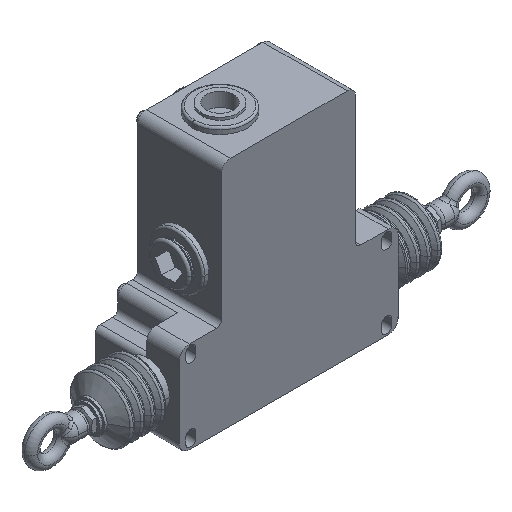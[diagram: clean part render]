
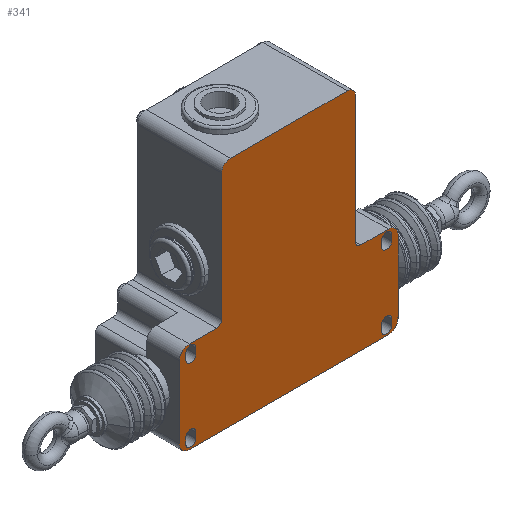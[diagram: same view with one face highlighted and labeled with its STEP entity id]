
A CAD part, isometric view. The second image highlights one B-rep face of the part: STEP entity #341.
In plain terms, the highlighted planar face has unit normal (0, -1, 0).
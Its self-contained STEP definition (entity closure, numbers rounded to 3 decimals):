
#341=ADVANCED_FACE('',(#1200,#1201,#1202,#1203,#1204),#1205,.F.);
#1200=FACE_OUTER_BOUND('',#2359,.T.);
#1201=FACE_BOUND('',#2360,.T.);
#1202=FACE_BOUND('',#2361,.T.);
#1203=FACE_BOUND('',#2362,.T.);
#1204=FACE_BOUND('',#2363,.T.);
#1205=PLANE('',#2364);
#2359=EDGE_LOOP('',(#6461,#6462,#6463,#6464,#6465,#6466,#6467,#6468,#6469,#6470,#6471,#6472,#6473,#6474,#6475,#6476));
#2360=EDGE_LOOP('',(#6477,#6478,#6479,#6480));
#2361=EDGE_LOOP('',(#6481,#6482,#6483,#6484));
#2362=EDGE_LOOP('',(#6485,#6486,#6487,#6488));
#2363=EDGE_LOOP('',(#6489,#6490,#6491,#6492));
#2364=AXIS2_PLACEMENT_3D('',#6493,#6494,#6495);
#6461=ORIENTED_EDGE('',*,*,#8885,.F.);
#6462=ORIENTED_EDGE('',*,*,#9276,.T.);
#6463=ORIENTED_EDGE('',*,*,#8912,.F.);
#6464=ORIENTED_EDGE('',*,*,#9277,.T.);
#6465=ORIENTED_EDGE('',*,*,#9278,.F.);
#6466=ORIENTED_EDGE('',*,*,#9279,.T.);
#6467=ORIENTED_EDGE('',*,*,#8953,.F.);
#6468=ORIENTED_EDGE('',*,*,#8958,.T.);
#6469=ORIENTED_EDGE('',*,*,#8961,.F.);
#6470=ORIENTED_EDGE('',*,*,#8966,.T.);
#6471=ORIENTED_EDGE('',*,*,#8969,.F.);
#6472=ORIENTED_EDGE('',*,*,#8974,.T.);
#6473=ORIENTED_EDGE('',*,*,#8977,.F.);
#6474=ORIENTED_EDGE('',*,*,#8982,.T.);
#6475=ORIENTED_EDGE('',*,*,#8987,.F.);
#6476=ORIENTED_EDGE('',*,*,#9275,.T.);
#6477=ORIENTED_EDGE('',*,*,#9280,.T.);
#6478=ORIENTED_EDGE('',*,*,#9281,.T.);
#6479=ORIENTED_EDGE('',*,*,#9282,.T.);
#6480=ORIENTED_EDGE('',*,*,#9283,.T.);
#6481=ORIENTED_EDGE('',*,*,#9284,.T.);
#6482=ORIENTED_EDGE('',*,*,#9285,.T.);
#6483=ORIENTED_EDGE('',*,*,#9286,.T.);
#6484=ORIENTED_EDGE('',*,*,#9287,.T.);
#6485=ORIENTED_EDGE('',*,*,#9288,.T.);
#6486=ORIENTED_EDGE('',*,*,#9289,.T.);
#6487=ORIENTED_EDGE('',*,*,#9290,.T.);
#6488=ORIENTED_EDGE('',*,*,#9291,.T.);
#6489=ORIENTED_EDGE('',*,*,#9292,.T.);
#6490=ORIENTED_EDGE('',*,*,#9293,.T.);
#6491=ORIENTED_EDGE('',*,*,#9294,.T.);
#6492=ORIENTED_EDGE('',*,*,#9295,.T.);
#6493=CARTESIAN_POINT('',(0.0,0.0,0.0));
#6494=DIRECTION('',(-0.0,1.0,0.0));
#6495=DIRECTION('',(1.0,0.0,0.0));
#8885=EDGE_CURVE('',#10564,#10566,#10567,.T.);
#8912=EDGE_CURVE('',#10611,#10613,#10614,.T.);
#8953=EDGE_CURVE('',#10682,#10683,#10684,.T.);
#8958=EDGE_CURVE('',#10682,#10691,#10692,.T.);
#8961=EDGE_CURVE('',#10696,#10691,#10697,.T.);
#8966=EDGE_CURVE('',#10696,#10705,#10706,.T.);
#8969=EDGE_CURVE('',#10710,#10705,#10711,.T.);
#8974=EDGE_CURVE('',#10710,#10719,#10720,.T.);
#8977=EDGE_CURVE('',#10724,#10719,#10725,.T.);
#8982=EDGE_CURVE('',#10724,#10733,#10734,.T.);
#8987=EDGE_CURVE('',#10741,#10733,#10743,.T.);
#9275=EDGE_CURVE('',#10741,#10566,#11192,.T.);
#9276=EDGE_CURVE('',#10564,#10613,#11193,.T.);
#9277=EDGE_CURVE('',#10611,#11194,#11195,.T.);
#9278=EDGE_CURVE('',#11196,#11194,#11197,.T.);
#9279=EDGE_CURVE('',#11196,#10683,#11198,.T.);
#9280=EDGE_CURVE('',#11199,#11200,#11201,.T.);
#9281=EDGE_CURVE('',#11200,#11202,#11203,.T.);
#9282=EDGE_CURVE('',#11202,#11204,#11205,.T.);
#9283=EDGE_CURVE('',#11204,#11199,#11206,.T.);
#9284=EDGE_CURVE('',#11207,#11208,#11209,.T.);
#9285=EDGE_CURVE('',#11208,#11210,#11211,.T.);
#9286=EDGE_CURVE('',#11210,#11212,#11213,.T.);
#9287=EDGE_CURVE('',#11212,#11207,#11214,.T.);
#9288=EDGE_CURVE('',#11215,#11216,#11217,.T.);
#9289=EDGE_CURVE('',#11216,#11218,#11219,.T.);
#9290=EDGE_CURVE('',#11218,#11220,#11221,.T.);
#9291=EDGE_CURVE('',#11220,#11215,#11222,.T.);
#9292=EDGE_CURVE('',#11223,#11224,#11225,.T.);
#9293=EDGE_CURVE('',#11224,#11226,#11227,.T.);
#9294=EDGE_CURVE('',#11226,#11228,#11229,.T.);
#9295=EDGE_CURVE('',#11228,#11223,#11230,.T.);
#10564=VERTEX_POINT('',#13507);
#10566=VERTEX_POINT('',#13510);
#10567=LINE('',#13511,#13512);
#10611=VERTEX_POINT('',#13572);
#10613=VERTEX_POINT('',#13575);
#10614=LINE('',#13576,#13577);
#10682=VERTEX_POINT('',#13671);
#10683=VERTEX_POINT('',#13672);
#10684=LINE('',#13673,#13674);
#10691=VERTEX_POINT('',#13685);
#10692=CIRCLE('',#13686,3.2);
#10696=VERTEX_POINT('',#13691);
#10697=LINE('',#13692,#13693);
#10705=VERTEX_POINT('',#13703);
#10706=CIRCLE('',#13704,5.2);
#10710=VERTEX_POINT('',#13709);
#10711=LINE('',#13710,#13711);
#10719=VERTEX_POINT('',#13721);
#10720=CIRCLE('',#13722,5.2);
#10724=VERTEX_POINT('',#13727);
#10725=LINE('',#13728,#13729);
#10733=VERTEX_POINT('',#13739);
#10734=CIRCLE('',#13740,3.2);
#10741=VERTEX_POINT('',#13749);
#10743=LINE('',#13752,#13753);
#11192=CIRCLE('',#14406,6.0);
#11193=CIRCLE('',#14407,6.0);
#11194=VERTEX_POINT('',#14408);
#11195=CIRCLE('',#14409,6.0);
#11196=VERTEX_POINT('',#14410);
#11197=LINE('',#14411,#14412);
#11198=CIRCLE('',#14413,6.0);
#11199=VERTEX_POINT('',#14414);
#11200=VERTEX_POINT('',#14415);
#11201=CIRCLE('',#14416,3.1);
#11202=VERTEX_POINT('',#14417);
#11203=LINE('',#14418,#14419);
#11204=VERTEX_POINT('',#14420);
#11205=CIRCLE('',#14421,3.1);
#11206=LINE('',#14422,#14423);
#11207=VERTEX_POINT('',#14424);
#11208=VERTEX_POINT('',#14425);
#11209=LINE('',#14426,#14427);
#11210=VERTEX_POINT('',#14428);
#11211=CIRCLE('',#14429,3.1);
#11212=VERTEX_POINT('',#14430);
#11213=LINE('',#14431,#14432);
#11214=CIRCLE('',#14433,3.1);
#11215=VERTEX_POINT('',#14434);
#11216=VERTEX_POINT('',#14435);
#11217=LINE('',#14436,#14437);
#11218=VERTEX_POINT('',#14438);
#11219=CIRCLE('',#14439,3.1);
#11220=VERTEX_POINT('',#14440);
#11221=LINE('',#14441,#14442);
#11222=CIRCLE('',#14443,3.1);
#11223=VERTEX_POINT('',#14444);
#11224=VERTEX_POINT('',#14445);
#11225=LINE('',#14446,#14447);
#11226=VERTEX_POINT('',#14448);
#11227=CIRCLE('',#14449,3.1);
#11228=VERTEX_POINT('',#14450);
#11229=LINE('',#14451,#14452);
#11230=CIRCLE('',#14453,3.1);
#13507=CARTESIAN_POINT('',(-67.0,0.0,-22.0));
#13510=CARTESIAN_POINT('',(-67.0,0.0,22.0));
#13511=CARTESIAN_POINT('',(-67.0,0.0,-22.0));
#13512=VECTOR('',#17457,44.0);
#13572=CARTESIAN_POINT('',(61.0,0.0,-28.0));
#13575=CARTESIAN_POINT('',(-61.0,0.0,-28.0));
#13576=CARTESIAN_POINT('',(61.0,0.0,-28.0));
#13577=VECTOR('',#17502,122.0);
#13671=CARTESIAN_POINT('',(44.2,0.0,28.0));
#13672=CARTESIAN_POINT('',(61.0,0.0,28.0));
#13673=CARTESIAN_POINT('',(44.2,0.0,28.0));
#13674=VECTOR('',#17571,16.8);
#13685=CARTESIAN_POINT('',(41.0,0.0,31.2));
#13686=AXIS2_PLACEMENT_3D('',#17576,#17577,#17578);
#13691=CARTESIAN_POINT('',(41.0,0.,108.75));
#13692=CARTESIAN_POINT('',(41.0,0.0,108.75));
#13693=VECTOR('',#17583,77.55);
#13703=CARTESIAN_POINT('',(35.8,0.,113.95));
#13704=AXIS2_PLACEMENT_3D('',#17592,#17593,#17594);
#13709=CARTESIAN_POINT('',(-35.8,0.,113.95));
#13710=CARTESIAN_POINT('',(-35.8,0.0,113.95));
#13711=VECTOR('',#17599,71.6);
#13721=CARTESIAN_POINT('',(-41.0,0.,108.75));
#13722=AXIS2_PLACEMENT_3D('',#17608,#17609,#17610);
#13727=CARTESIAN_POINT('',(-41.0,0.0,31.2));
#13728=CARTESIAN_POINT('',(-41.0,0.0,31.2));
#13729=VECTOR('',#17615,77.55);
#13739=CARTESIAN_POINT('',(-44.2,0.0,28.0));
#13740=AXIS2_PLACEMENT_3D('',#17624,#17625,#17626);
#13749=CARTESIAN_POINT('',(-61.0,0.0,28.0));
#13752=CARTESIAN_POINT('',(-61.0,0.0,28.0));
#13753=VECTOR('',#17633,16.8);
#14406=AXIS2_PLACEMENT_3D('',#18187,#18188,#18189);
#14407=AXIS2_PLACEMENT_3D('',#18190,#18191,#18192);
#14408=CARTESIAN_POINT('',(67.0,0.0,-22.0));
#14409=AXIS2_PLACEMENT_3D('',#18193,#18194,#18195);
#14410=CARTESIAN_POINT('',(67.0,0.0,22.0));
#14411=CARTESIAN_POINT('',(67.0,0.0,22.0));
#14412=VECTOR('',#18196,44.0);
#14413=AXIS2_PLACEMENT_3D('',#18197,#18198,#18199);
#14414=CARTESIAN_POINT('',(56.9,0.0,-20.75));
#14415=CARTESIAN_POINT('',(63.1,0.0,-20.75));
#14416=AXIS2_PLACEMENT_3D('',#18200,#18201,#18202);
#14417=CARTESIAN_POINT('',(63.1,0.0,-24.0));
#14418=CARTESIAN_POINT('',(63.1,0.0,-20.75));
#14419=VECTOR('',#18203,3.25);
#14420=CARTESIAN_POINT('',(56.9,0.0,-24.0));
#14421=AXIS2_PLACEMENT_3D('',#18204,#18205,#18206);
#14422=CARTESIAN_POINT('',(56.9,0.0,-24.0));
#14423=VECTOR('',#18207,3.25);
#14424=CARTESIAN_POINT('',(63.1,0.0,24.0));
#14425=CARTESIAN_POINT('',(63.1,0.0,20.75));
#14426=CARTESIAN_POINT('',(63.1,0.0,24.0));
#14427=VECTOR('',#18208,3.25);
#14428=CARTESIAN_POINT('',(56.9,0.0,20.75));
#14429=AXIS2_PLACEMENT_3D('',#18209,#18210,#18211);
#14430=CARTESIAN_POINT('',(56.9,0.0,24.0));
#14431=CARTESIAN_POINT('',(56.9,0.0,20.75));
#14432=VECTOR('',#18212,3.25);
#14433=AXIS2_PLACEMENT_3D('',#18213,#18214,#18215);
#14434=CARTESIAN_POINT('',(-63.1,0.0,-24.0));
#14435=CARTESIAN_POINT('',(-63.1,0.0,-20.75));
#14436=CARTESIAN_POINT('',(-63.1,0.0,-24.0));
#14437=VECTOR('',#18216,3.25);
#14438=CARTESIAN_POINT('',(-56.9,0.0,-20.75));
#14439=AXIS2_PLACEMENT_3D('',#18217,#18218,#18219);
#14440=CARTESIAN_POINT('',(-56.9,0.0,-24.0));
#14441=CARTESIAN_POINT('',(-56.9,0.0,-20.75));
#14442=VECTOR('',#18220,3.25);
#14443=AXIS2_PLACEMENT_3D('',#18221,#18222,#18223);
#14444=CARTESIAN_POINT('',(-56.9,0.0,24.0));
#14445=CARTESIAN_POINT('',(-56.9,0.0,20.75));
#14446=CARTESIAN_POINT('',(-56.9,0.0,24.0));
#14447=VECTOR('',#18224,3.25);
#14448=CARTESIAN_POINT('',(-63.1,0.0,20.75));
#14449=AXIS2_PLACEMENT_3D('',#18225,#18226,#18227);
#14450=CARTESIAN_POINT('',(-63.1,0.0,24.0));
#14451=CARTESIAN_POINT('',(-63.1,0.0,20.75));
#14452=VECTOR('',#18228,3.25);
#14453=AXIS2_PLACEMENT_3D('',#18229,#18230,#18231);
#17457=DIRECTION('',(0.0,0.0,1.0));
#17502=DIRECTION('',(-1.0,0.0,0.0));
#17571=DIRECTION('',(1.0,0.0,0.0));
#17576=CARTESIAN_POINT('',(44.2,0.0,31.2));
#17577=DIRECTION('',(0.0,1.0,0.0));
#17578=DIRECTION('',(0.0,0.0,-1.0));
#17583=DIRECTION('',(0.0,0.0,-1.0));
#17592=CARTESIAN_POINT('',(35.8,0.,108.75));
#17593=DIRECTION('',(0.0,-1.0,0.0));
#17594=DIRECTION('',(1.0,0.0,0.0));
#17599=DIRECTION('',(1.0,0.0,0.0));
#17608=CARTESIAN_POINT('',(-35.8,0.,108.75));
#17609=DIRECTION('',(0.0,-1.0,0.0));
#17610=DIRECTION('',(0.0,0.0,1.0));
#17615=DIRECTION('',(0.0,0.0,1.0));
#17624=CARTESIAN_POINT('',(-44.2,0.0,31.2));
#17625=DIRECTION('',(-0.0,1.0,0.0));
#17626=DIRECTION('',(1.0,0.0,0.0));
#17633=DIRECTION('',(1.0,0.0,0.0));
#18187=CARTESIAN_POINT('',(-61.0,0.,22.0));
#18188=DIRECTION('',(0.0,-1.0,0.0));
#18189=DIRECTION('',(0.0,0.0,1.0));
#18190=CARTESIAN_POINT('',(-61.0,0.,-22.0));
#18191=DIRECTION('',(0.0,-1.0,0.0));
#18192=DIRECTION('',(-1.0,0.0,0.0));
#18193=CARTESIAN_POINT('',(61.0,0.,-22.0));
#18194=DIRECTION('',(0.0,-1.0,0.0));
#18195=DIRECTION('',(0.0,0.0,-1.0));
#18196=DIRECTION('',(0.0,0.0,-1.0));
#18197=CARTESIAN_POINT('',(61.0,0.,22.0));
#18198=DIRECTION('',(0.0,-1.0,0.0));
#18199=DIRECTION('',(1.0,0.0,0.0));
#18200=CARTESIAN_POINT('',(60.0,0.0,-20.75));
#18201=DIRECTION('',(0.0,1.0,0.0));
#18202=DIRECTION('',(-1.0,0.0,0.0));
#18203=DIRECTION('',(0.0,0.0,-1.0));
#18204=CARTESIAN_POINT('',(60.0,0.0,-24.0));
#18205=DIRECTION('',(-0.0,1.0,0.0));
#18206=DIRECTION('',(1.0,0.0,0.0));
#18207=DIRECTION('',(0.0,0.0,1.0));
#18208=DIRECTION('',(0.0,0.0,-1.0));
#18209=CARTESIAN_POINT('',(60.0,0.0,20.75));
#18210=DIRECTION('',(-0.0,1.0,0.0));
#18211=DIRECTION('',(1.0,0.0,0.0));
#18212=DIRECTION('',(0.0,0.0,1.0));
#18213=CARTESIAN_POINT('',(60.0,0.0,24.0));
#18214=DIRECTION('',(0.0,1.0,0.0));
#18215=DIRECTION('',(-1.0,0.0,0.0));
#18216=DIRECTION('',(0.0,0.0,1.0));
#18217=CARTESIAN_POINT('',(-60.0,0.0,-20.75));
#18218=DIRECTION('',(0.0,1.0,0.0));
#18219=DIRECTION('',(-1.0,0.0,0.0));
#18220=DIRECTION('',(0.0,0.0,-1.0));
#18221=CARTESIAN_POINT('',(-60.0,0.0,-24.0));
#18222=DIRECTION('',(-0.0,1.0,0.0));
#18223=DIRECTION('',(1.0,0.0,0.0));
#18224=DIRECTION('',(0.0,0.0,-1.0));
#18225=CARTESIAN_POINT('',(-60.0,0.0,20.75));
#18226=DIRECTION('',(-0.0,1.0,0.0));
#18227=DIRECTION('',(1.0,0.0,0.0));
#18228=DIRECTION('',(0.0,0.0,1.0));
#18229=CARTESIAN_POINT('',(-60.0,0.0,24.0));
#18230=DIRECTION('',(0.0,1.0,0.0));
#18231=DIRECTION('',(-1.0,0.0,0.0));
